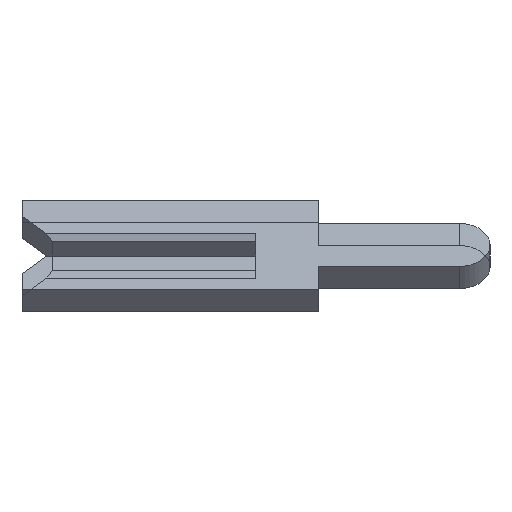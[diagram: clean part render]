
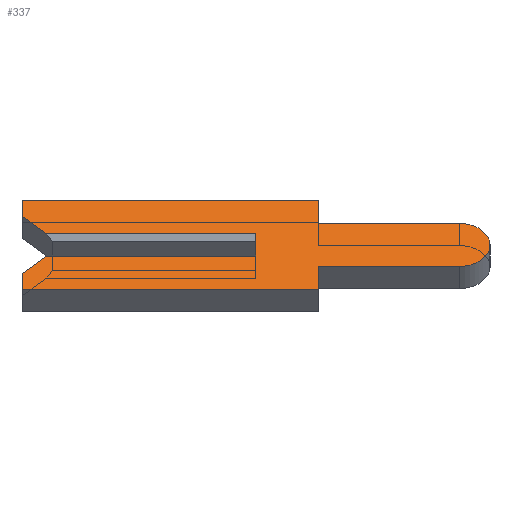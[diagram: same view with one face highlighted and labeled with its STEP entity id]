
A CAD part, left-side view. The second image highlights one B-rep face of the part: STEP entity #337.
In plain terms, the highlighted face is planar.
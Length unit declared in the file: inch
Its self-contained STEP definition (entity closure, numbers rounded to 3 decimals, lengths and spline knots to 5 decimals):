
#18 = EDGE_CURVE ( 'NONE', #836, #3502, #2730, .T. ) ;
#78 = EDGE_CURVE ( 'NONE', #2877, #2425, #652, .T. ) ;
#88 = EDGE_CURVE ( 'NONE', #883, #1066, #3102, .T. ) ;
#178 = DIRECTION ( 'NONE',  ( 0., 0.707, 0.707 ) ) ;
#280 = EDGE_CURVE ( 'NONE', #667, #665, #1293, .T. ) ;
#289 = CARTESIAN_POINT ( 'NONE',  ( -0.01, 0.15, -0.026 ) ) ;
#329 = CARTESIAN_POINT ( 'NONE',  ( -0.01, -0.04, 0.04 ) ) ;
#337 = ADVANCED_FACE ( 'NONE', ( #465 ), #2868, .F. ) ;
#347 = CARTESIAN_POINT ( 'NONE',  ( -0.01, 0., -0.01 ) ) ;
#419 = VECTOR ( 'NONE', #2334, 39.37008 ) ;
#456 = CARTESIAN_POINT ( 'NONE',  ( -0.01, 0.15, 0.026 ) ) ;
#465 = FACE_OUTER_BOUND ( 'NONE', #3324, .T. ) ;
#538 = EDGE_CURVE ( 'NONE', #941, #2877, #1596, .T. ) ;
#563 = VECTOR ( 'NONE', #872, 39.37008 ) ;
#566 = ORIENTED_EDGE ( 'NONE', *, *, #88, .F. ) ;
#652 = LINE ( 'NONE', #2345, #563 ) ;
#665 = VERTEX_POINT ( 'NONE', #3243 ) ;
#667 = VERTEX_POINT ( 'NONE', #347 ) ;
#723 = VECTOR ( 'NONE', #3321, 39.37008 ) ;
#779 = CARTESIAN_POINT ( 'NONE',  ( -0.01, 0.134, 0.01 ) ) ;
#789 = EDGE_CURVE ( 'NONE', #3502, #3555, #2048, .T. ) ;
#809 = EDGE_CURVE ( 'NONE', #1886, #2382, #2947, .T. ) ;
#836 = VERTEX_POINT ( 'NONE', #1795 ) ;
#840 = ORIENTED_EDGE ( 'NONE', *, *, #789, .F. ) ;
#846 = CARTESIAN_POINT ( 'NONE',  ( -0.01, 0.15, -0.026 ) ) ;
#872 = DIRECTION ( 'NONE',  ( 0., 0., -1. ) ) ;
#880 = VECTOR ( 'NONE', #2311, 39.37008 ) ;
#882 = DIRECTION ( 'NONE',  ( 1., 0., 0. ) ) ;
#883 = VERTEX_POINT ( 'NONE', #1242 ) ;
#902 = CARTESIAN_POINT ( 'NONE',  ( -0.01, 0.15, 0.026 ) ) ;
#941 = VERTEX_POINT ( 'NONE', #1823 ) ;
#979 = CARTESIAN_POINT ( 'NONE',  ( -0.01, 0.15, 0.04 ) ) ;
#1066 = VERTEX_POINT ( 'NONE', #1292 ) ;
#1151 = CARTESIAN_POINT ( 'NONE',  ( -0.01, -0.04, 0.0195 ) ) ;
#1161 = DIRECTION ( 'NONE',  ( 0., 0., -1. ) ) ;
#1177 = DIRECTION ( 'NONE',  ( 0., 0., -1. ) ) ;
#1202 = ORIENTED_EDGE ( 'NONE', *, *, #1441, .T. ) ;
#1214 = VECTOR ( 'NONE', #2390, 39.37008 ) ;
#1215 = LINE ( 'NONE', #3268, #2697 ) ;
#1242 = CARTESIAN_POINT ( 'NONE',  ( -0.01, -0.04, 0.0195 ) ) ;
#1275 = CIRCLE ( 'NONE', #1672, 0.0195 ) ;
#1292 = CARTESIAN_POINT ( 'NONE',  ( -0.01, -0.1305, 0.0195 ) ) ;
#1293 = LINE ( 'NONE', #1461, #419 ) ;
#1342 = ORIENTED_EDGE ( 'NONE', *, *, #280, .F. ) ;
#1344 = LINE ( 'NONE', #3363, #3374 ) ;
#1368 = DIRECTION ( 'NONE',  ( 1., 0., 0. ) ) ;
#1441 = EDGE_CURVE ( 'NONE', #2014, #665, #3217, .T. ) ;
#1445 = ORIENTED_EDGE ( 'NONE', *, *, #809, .F. ) ;
#1461 = CARTESIAN_POINT ( 'NONE',  ( -0.01, 0., 0.0065 ) ) ;
#1468 = EDGE_CURVE ( 'NONE', #2382, #2829, #2451, .T. ) ;
#1486 = CARTESIAN_POINT ( 'NONE',  ( -0.01, -0.1305, 0. ) ) ;
#1543 = EDGE_CURVE ( 'NONE', #1066, #941, #1275, .T. ) ;
#1596 = LINE ( 'NONE', #3274, #1214 ) ;
#1603 = DIRECTION ( 'NONE',  ( 0., -1., 0. ) ) ;
#1661 = CARTESIAN_POINT ( 'NONE',  ( -0.01, 0.15, 0.04 ) ) ;
#1672 = AXIS2_PLACEMENT_3D ( 'NONE', #3372, #1368, #1927 ) ;
#1676 = VECTOR ( 'NONE', #2642, 39.37008 ) ;
#1697 = EDGE_CURVE ( 'NONE', #2014, #1886, #1344, .T. ) ;
#1723 = VECTOR ( 'NONE', #3034, 39.37008 ) ;
#1795 = CARTESIAN_POINT ( 'NONE',  ( -0.01, 0.15, -0.04 ) ) ;
#1823 = CARTESIAN_POINT ( 'NONE',  ( -0.01, -0.1305, -0.0195 ) ) ;
#1849 = CARTESIAN_POINT ( 'NONE',  ( -0.01, 0.15, 0.01 ) ) ;
#1879 = ORIENTED_EDGE ( 'NONE', *, *, #2088, .F. ) ;
#1886 = VERTEX_POINT ( 'NONE', #456 ) ;
#1927 = DIRECTION ( 'NONE',  ( 0., 0., -1. ) ) ;
#1991 = LINE ( 'NONE', #2923, #2285 ) ;
#2014 = VERTEX_POINT ( 'NONE', #779 ) ;
#2048 = LINE ( 'NONE', #2095, #2091 ) ;
#2067 = CARTESIAN_POINT ( 'NONE',  ( -0.01, -0.04, -0.0195 ) ) ;
#2088 = EDGE_CURVE ( 'NONE', #3555, #667, #2254, .T. ) ;
#2091 = VECTOR ( 'NONE', #2366, 39.37008 ) ;
#2095 = CARTESIAN_POINT ( 'NONE',  ( -0.01, 0.1305, -0.0065 ) ) ;
#2102 = CARTESIAN_POINT ( 'NONE',  ( -0.01, -0.04, -0.04 ) ) ;
#2200 = ORIENTED_EDGE ( 'NONE', *, *, #2814, .F. ) ;
#2254 = LINE ( 'NONE', #3112, #2398 ) ;
#2285 = VECTOR ( 'NONE', #1161, 39.37008 ) ;
#2311 = DIRECTION ( 'NONE',  ( 0., 0., 1. ) ) ;
#2334 = DIRECTION ( 'NONE',  ( 0., 0., 1. ) ) ;
#2345 = CARTESIAN_POINT ( 'NONE',  ( -0.01, -0.04, -0.04 ) ) ;
#2366 = DIRECTION ( 'NONE',  ( 0., -0.707, 0.707 ) ) ;
#2382 = VERTEX_POINT ( 'NONE', #1661 ) ;
#2390 = DIRECTION ( 'NONE',  ( 0., 1., 0. ) ) ;
#2398 = VECTOR ( 'NONE', #1603, 39.37008 ) ;
#2425 = VERTEX_POINT ( 'NONE', #2102 ) ;
#2451 = LINE ( 'NONE', #979, #723 ) ;
#2642 = DIRECTION ( 'NONE',  ( 0., 0., 1. ) ) ;
#2653 = DIRECTION ( 'NONE',  ( 0., 1., 0. ) ) ;
#2697 = VECTOR ( 'NONE', #2653, 39.37008 ) ;
#2730 = LINE ( 'NONE', #846, #880 ) ;
#2814 = EDGE_CURVE ( 'NONE', #2829, #883, #1991, .T. ) ;
#2829 = VERTEX_POINT ( 'NONE', #329 ) ;
#2868 = PLANE ( 'NONE',  #3229 ) ;
#2877 = VERTEX_POINT ( 'NONE', #2067 ) ;
#2923 = CARTESIAN_POINT ( 'NONE',  ( -0.01, -0.04, 0.04 ) ) ;
#2947 = LINE ( 'NONE', #902, #1676 ) ;
#2958 = ORIENTED_EDGE ( 'NONE', *, *, #3632, .F. ) ;
#2991 = CARTESIAN_POINT ( 'NONE',  ( -0.01, 0.134, -0.01 ) ) ;
#3011 = ORIENTED_EDGE ( 'NONE', *, *, #1543, .F. ) ;
#3034 = DIRECTION ( 'NONE',  ( 0., -1., 0. ) ) ;
#3055 = ORIENTED_EDGE ( 'NONE', *, *, #1697, .F. ) ;
#3102 = LINE ( 'NONE', #1151, #3544 ) ;
#3112 = CARTESIAN_POINT ( 'NONE',  ( -0.01, -0.1305, -0.01 ) ) ;
#3176 = DIRECTION ( 'NONE',  ( 0., -1., 0. ) ) ;
#3217 = LINE ( 'NONE', #1849, #1723 ) ;
#3229 = AXIS2_PLACEMENT_3D ( 'NONE', #1486, #882, #1177 ) ;
#3243 = CARTESIAN_POINT ( 'NONE',  ( -0.01, 0., 0.01 ) ) ;
#3268 = CARTESIAN_POINT ( 'NONE',  ( -0.01, 0.15, -0.04 ) ) ;
#3274 = CARTESIAN_POINT ( 'NONE',  ( -0.01, -0.04, -0.0195 ) ) ;
#3321 = DIRECTION ( 'NONE',  ( 0., -1., 0. ) ) ;
#3324 = EDGE_LOOP ( 'NONE', ( #1202, #1342, #1879, #840, #3326, #2958, #3460, #3643, #3011, #566, #2200, #3581, #1445, #3055 ) ) ;
#3326 = ORIENTED_EDGE ( 'NONE', *, *, #18, .F. ) ;
#3363 = CARTESIAN_POINT ( 'NONE',  ( -0.01, 0.1305, 0.0065 ) ) ;
#3372 = CARTESIAN_POINT ( 'NONE',  ( -0.01, -0.1305, 0. ) ) ;
#3374 = VECTOR ( 'NONE', #178, 39.37008 ) ;
#3460 = ORIENTED_EDGE ( 'NONE', *, *, #78, .F. ) ;
#3502 = VERTEX_POINT ( 'NONE', #289 ) ;
#3544 = VECTOR ( 'NONE', #3176, 39.37008 ) ;
#3555 = VERTEX_POINT ( 'NONE', #2991 ) ;
#3581 = ORIENTED_EDGE ( 'NONE', *, *, #1468, .F. ) ;
#3632 = EDGE_CURVE ( 'NONE', #2425, #836, #1215, .T. ) ;
#3643 = ORIENTED_EDGE ( 'NONE', *, *, #538, .F. ) ;
